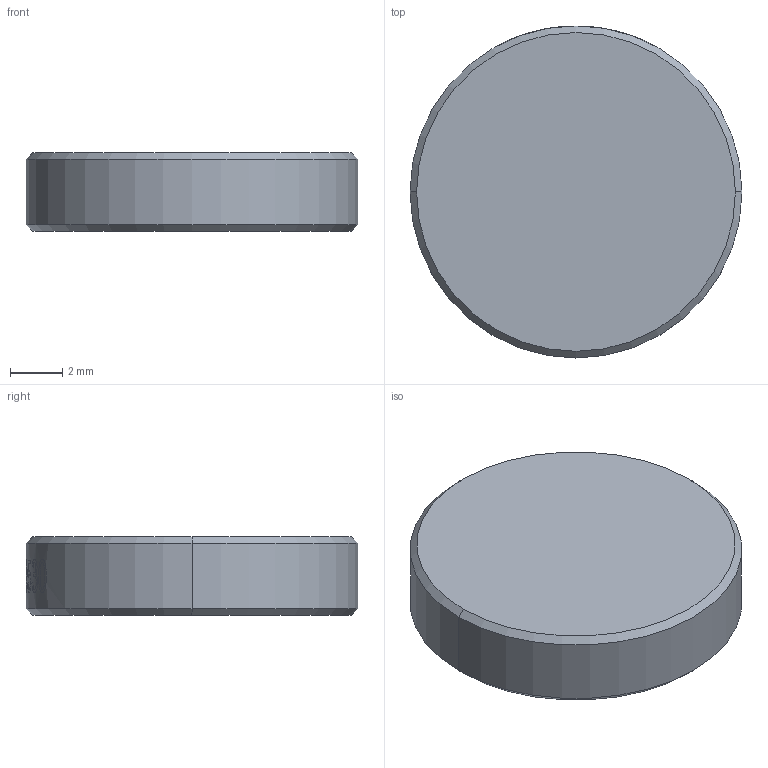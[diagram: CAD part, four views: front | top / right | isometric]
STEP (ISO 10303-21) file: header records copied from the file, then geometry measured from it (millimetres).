
FILE_DESCRIPTION (( 'STEP AP203' ), '1' );
FILE_NAME ('19440-E0W.STEP', '2018-09-05T12:40:57', ( 'admin' ), ( '' ), 'SwSTEP 2.0', 'SolidWorks 2018', '' );
FILE_SCHEMA (( 'CONFIG_CONTROL_DESIGN' ));
Length unit declared in the file: millimetre
Products named in the file (1): 19440-E0W
Bounding box: 12.7 x 12.7 x 3 mm (x, y, z)
Volume: 377.6 mm3; surface area: 361.2 mm2
Topology: 1 solids, 1 shells, 17 faces, 114 edges, 108 vertices
Faces by surface type: cylinder 11, cone 4, plane 2
Entity records: 2388 total; most frequent: CARTESIAN_POINT 1532, ORIENTED_EDGE 228, EDGE_CURVE 114, VERTEX_POINT 108, B_SPLINE_CURVE_WITH_KNOTS 87, DIRECTION 80, AXIS2_PLACEMENT_3D 35, EDGE_LOOP 26
